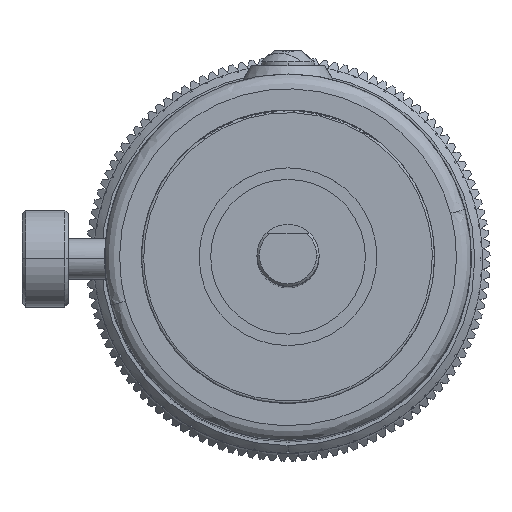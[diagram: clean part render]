
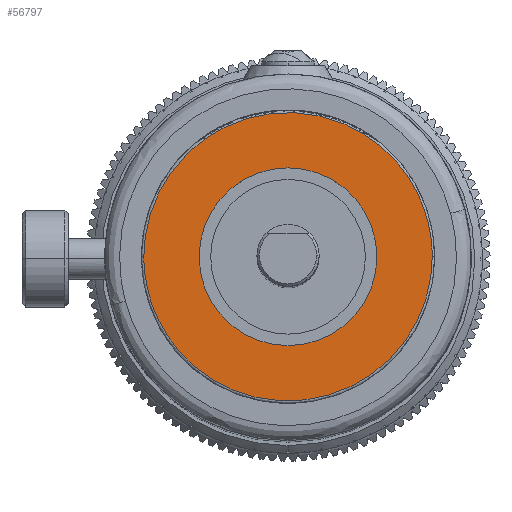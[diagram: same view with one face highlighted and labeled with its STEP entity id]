
A CAD part, top view. The second image highlights one B-rep face of the part: STEP entity #56797.
In plain terms, the highlighted planar face has unit normal (0, 0, 1).
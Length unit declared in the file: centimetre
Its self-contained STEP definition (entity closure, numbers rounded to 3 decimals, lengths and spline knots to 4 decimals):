
#2921 = FACE_OUTER_BOUND ( 'NONE', #32594, .T. ) ;
#2934 = FACE_BOUND ( 'NONE', #31603, .T. ) ;
#3306 = ORIENTED_EDGE ( 'NONE', *, *, #48035, .F. ) ;
#3310 = ORIENTED_EDGE ( 'NONE', *, *, #43239, .F. ) ;
#3314 = ORIENTED_EDGE ( 'NONE', *, *, #51542, .T. ) ;
#3316 = ORIENTED_EDGE ( 'NONE', *, *, #51855, .T. ) ;
#11905 = VERTEX_POINT ( 'NONE', #26546 ) ;
#15568 = VERTEX_POINT ( 'NONE', #45277 ) ;
#16076 = CIRCLE ( 'NONE', #35689, 0.908 ) ;
#16381 = CIRCLE ( 'NONE', #35524, 0.908 ) ;
#18520 = VERTEX_POINT ( 'NONE', #45726 ) ;
#26546 = CARTESIAN_POINT ( 'NONE',  ( 0., 0.908, 0. ) ) ;
#27463 =( BOUNDED_CURVE ( )  B_SPLINE_CURVE ( 3, ( #36285, #36288, #36298, #36300 ),
 .UNSPECIFIED., .F., .T. ) 
 B_SPLINE_CURVE_WITH_KNOTS ( ( 4, 4 ),
 ( 0.5, 1. ),
 .UNSPECIFIED. ) 
 CURVE ( )  GEOMETRIC_REPRESENTATION_ITEM ( )  RATIONAL_B_SPLINE_CURVE ( ( 1., 0.333, 0.333, 1. ) ) 
 REPRESENTATION_ITEM ( '' )  );
#28402 = CARTESIAN_POINT ( 'NONE',  ( 0., 0., 0. ) ) ;
#28403 = DIRECTION ( 'NONE',  ( 0., 0., -1. ) ) ;
#28404 = DIRECTION ( 'NONE',  ( 0., 1., 0. ) ) ;
#31603 = EDGE_LOOP ( 'NONE', ( #3314, #3316 ) ) ;
#32594 = EDGE_LOOP ( 'NONE', ( #3306, #3310 ) ) ;
#35524 = AXIS2_PLACEMENT_3D ( 'NONE', #28402, #28403, #28404 ) ;
#35689 = AXIS2_PLACEMENT_3D ( 'NONE', #48223, #48224, #48225 ) ;
#36285 = CARTESIAN_POINT ( 'NONE',  ( -1.4732, 0., 0. ) ) ;
#36288 = CARTESIAN_POINT ( 'NONE',  ( -1.4732, 2.9464, 0. ) ) ;
#36298 = CARTESIAN_POINT ( 'NONE',  ( 1.4732, 2.9464, 0. ) ) ;
#36300 = CARTESIAN_POINT ( 'NONE',  ( 1.4732, 0., 0. ) ) ;
#43239 = EDGE_CURVE ( 'NONE', #57771, #18520, #27463, .T. ) ;
#45277 = CARTESIAN_POINT ( 'NONE',  ( 0., -0.908, 0. ) ) ;
#45726 = CARTESIAN_POINT ( 'NONE',  ( 1.4732, 0., 0. ) ) ;
#48035 = EDGE_CURVE ( 'NONE', #18520, #57771, #56666, .T. ) ;
#48223 = CARTESIAN_POINT ( 'NONE',  ( 0., 0., 0. ) ) ;
#48224 = DIRECTION ( 'NONE',  ( 0., 0., -1. ) ) ;
#48225 = DIRECTION ( 'NONE',  ( 0., 1., 0. ) ) ;
#50972 = CARTESIAN_POINT ( 'NONE',  ( 1.4732, 0., 0. ) ) ;
#50985 = CARTESIAN_POINT ( 'NONE',  ( 1.4732, -2.9464, 0. ) ) ;
#50990 = CARTESIAN_POINT ( 'NONE',  ( -1.4732, -2.9464, 0. ) ) ;
#50991 = CARTESIAN_POINT ( 'NONE',  ( -1.4732, 0., 0. ) ) ;
#51542 = EDGE_CURVE ( 'NONE', #11905, #15568, #16076, .T. ) ;
#51855 = EDGE_CURVE ( 'NONE', #15568, #11905, #16381, .T. ) ;
#55867 = CARTESIAN_POINT ( 'NONE',  ( 0.8522, 0., 0. ) ) ;
#55873 = PLANE ( 'NONE',  #57571 ) ;
#55875 = DIRECTION ( 'NONE',  ( 0., 0., 1. ) ) ;
#55876 = DIRECTION ( 'NONE',  ( 0., -1., 0. ) ) ;
#56666 =( BOUNDED_CURVE ( )  B_SPLINE_CURVE ( 3, ( #50972, #50985, #50990, #50991 ),
 .UNSPECIFIED., .F., .F. ) 
 B_SPLINE_CURVE_WITH_KNOTS ( ( 4, 4 ),
 ( 0., 0.5 ),
 .UNSPECIFIED. ) 
 CURVE ( )  GEOMETRIC_REPRESENTATION_ITEM ( )  RATIONAL_B_SPLINE_CURVE ( ( 1., 0.333, 0.333, 1. ) ) 
 REPRESENTATION_ITEM ( '' )  );
#56797 = ADVANCED_FACE ( 'NONE', ( #2921, #2934 ), #55873, .T. ) ;
#57571 = AXIS2_PLACEMENT_3D ( 'NONE', #55867, #55875, #55876 ) ;
#57771 = VERTEX_POINT ( 'NONE', #58632 ) ;
#58632 = CARTESIAN_POINT ( 'NONE',  ( -1.4732, 0., 0. ) ) ;
